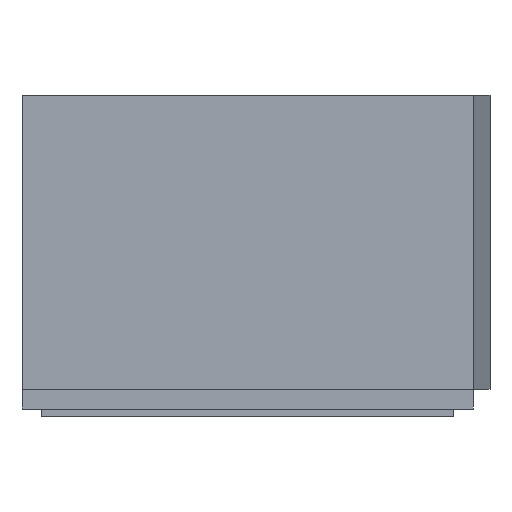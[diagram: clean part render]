
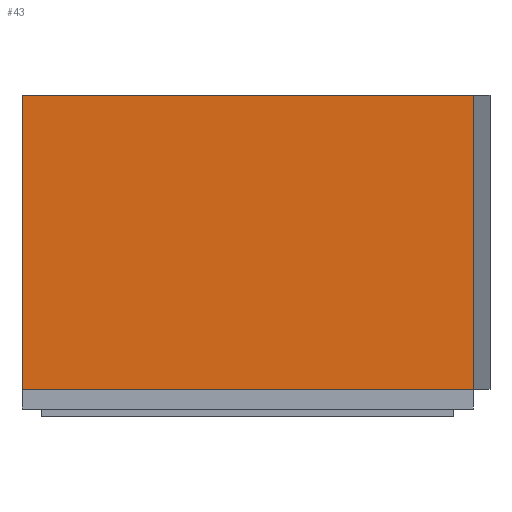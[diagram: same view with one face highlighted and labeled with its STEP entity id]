
A CAD part, front view. The second image highlights one B-rep face of the part: STEP entity #43.
In plain terms, the highlighted planar face has unit normal (0, -1, 0).
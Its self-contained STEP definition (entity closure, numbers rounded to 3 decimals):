
#43=ADVANCED_FACE('',(#115),#1093,.T.);
#115=FACE_OUTER_BOUND('',#188,.T.);
#188=EDGE_LOOP('',(#371,#372,#373,#374));
#371=ORIENTED_EDGE('',*,*,#633,.T.);
#372=ORIENTED_EDGE('',*,*,#624,.T.);
#373=ORIENTED_EDGE('',*,*,#668,.F.);
#374=ORIENTED_EDGE('',*,*,#666,.F.);
#624=EDGE_CURVE('',#973,#974,#803,.T.);
#633=EDGE_CURVE('',#980,#973,#812,.T.);
#666=EDGE_CURVE('',#980,#990,#845,.T.);
#668=EDGE_CURVE('',#990,#974,#847,.T.);
#803=B_SPLINE_CURVE_WITH_KNOTS('',1,(#1549,#1550),.UNSPECIFIED.,.F.,.F.,
(2,2),(0.,75.),.UNSPECIFIED.);
#812=B_SPLINE_CURVE_WITH_KNOTS('',1,(#1567,#1568),.UNSPECIFIED.,.F.,.F.,
(2,2),(0.,115.),.UNSPECIFIED.);
#845=B_SPLINE_CURVE_WITH_KNOTS('',1,(#1640,#1641),.UNSPECIFIED.,.F.,.F.,
(2,2),(0.,75.),.UNSPECIFIED.);
#847=B_SPLINE_CURVE_WITH_KNOTS('',1,(#1644,#1645),.UNSPECIFIED.,.F.,.F.,
(2,2),(88.178,99.678),.UNSPECIFIED.);
#973=VERTEX_POINT('',#1398);
#974=VERTEX_POINT('',#1399);
#980=VERTEX_POINT('',#1405);
#990=VERTEX_POINT('',#1415);
#1093=PLANE('',#1185);
#1185=AXIS2_PLACEMENT_3D('',#1335,#1260,$);
#1260=DIRECTION('',(0.,-1.,0.));
#1335=CARTESIAN_POINT('',(-45.,-70.,-75.));
#1398=CARTESIAN_POINT('',(70.,-70.,-75.));
#1399=CARTESIAN_POINT('',(70.,-70.,0.));
#1405=CARTESIAN_POINT('',(-45.,-70.,-75.));
#1415=CARTESIAN_POINT('',(-45.,-70.,0.));
#1549=CARTESIAN_POINT('',(70.,-70.,-75.));
#1550=CARTESIAN_POINT('',(70.,-70.,0.));
#1567=CARTESIAN_POINT('',(-45.,-70.,-75.));
#1568=CARTESIAN_POINT('',(70.,-70.,-75.));
#1640=CARTESIAN_POINT('',(-45.,-70.,-75.));
#1641=CARTESIAN_POINT('',(-45.,-70.,0.));
#1644=CARTESIAN_POINT('',(-45.,-70.,0.));
#1645=CARTESIAN_POINT('',(70.,-70.,0.));
